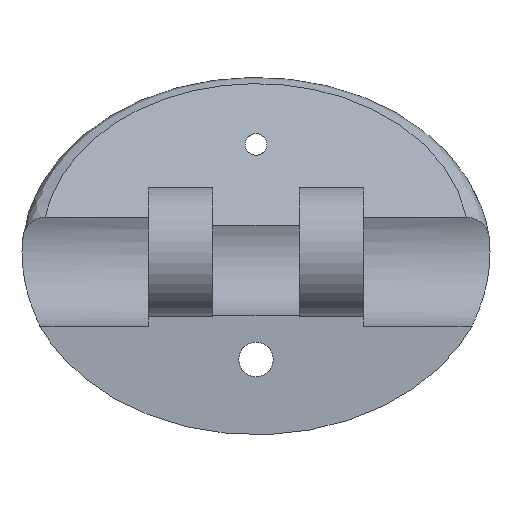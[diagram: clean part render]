
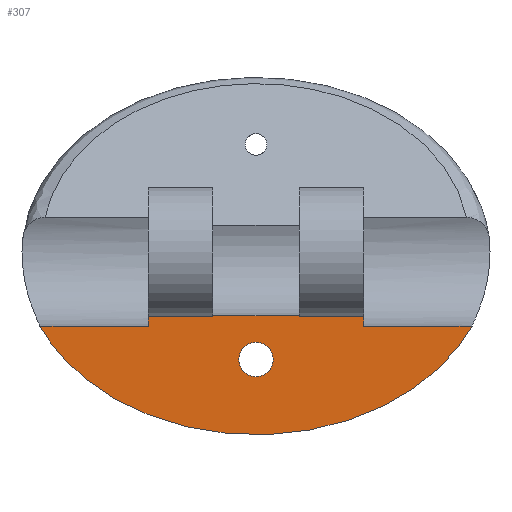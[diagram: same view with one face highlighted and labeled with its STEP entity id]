
A CAD part, front view. The second image highlights one B-rep face of the part: STEP entity #307.
In plain terms, the highlighted planar face has unit normal (0, -1, 0).
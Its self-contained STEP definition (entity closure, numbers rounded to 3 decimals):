
#11 = ORIENTED_EDGE ( 'NONE', *, *, #572, .T. ) ;
#16 = VERTEX_POINT ( 'NONE', #693 ) ;
#25 = ORIENTED_EDGE ( 'NONE', *, *, #1335, .F. ) ;
#64 = DIRECTION ( 'NONE',  ( 1., 0., 0. ) ) ;
#67 = CARTESIAN_POINT ( 'NONE',  ( 5., 0., -2.958 ) ) ;
#70 = VERTEX_POINT ( 'NONE', #67 ) ;
#74 = EDGE_CURVE ( 'NONE', #657, #1192, #287, .T. ) ;
#80 = LINE ( 'NONE', #1134, #592 ) ;
#86 = AXIS2_PLACEMENT_3D ( 'NONE', #1189, #999, #1013 ) ;
#111 = EDGE_CURVE ( 'NONE', #194, #341, #122, .T. ) ;
#122 = LINE ( 'NONE', #554, #1168 ) ;
#148 = CARTESIAN_POINT ( 'NONE',  ( 0., 0., -4.2 ) ) ;
#194 = VERTEX_POINT ( 'NONE', #680 ) ;
#269 = DIRECTION ( 'NONE',  ( 0., 0., -1. ) ) ;
#276 = LINE ( 'NONE', #349, #1035 ) ;
#287 = LINE ( 'NONE', #1130, #559 ) ;
#298 = ORIENTED_EDGE ( 'NONE', *, *, #111, .T. ) ;
#307 = ADVANCED_FACE ( 'NONE', ( #1118, #1369 ), #517, .F. ) ;
#311 = DIRECTION ( 'NONE',  ( 0., 1., 0. ) ) ;
#324 = ORIENTED_EDGE ( 'NONE', *, *, #74, .F. ) ;
#341 = VERTEX_POINT ( 'NONE', #924 ) ;
#349 = CARTESIAN_POINT ( 'NONE',  ( 5., 0., 0. ) ) ;
#372 = CIRCLE ( 'NONE', #864, 0.8 ) ;
#373 = LINE ( 'NONE', #890, #846 ) ;
#398 = DIRECTION ( 'NONE',  ( 0., 0., 1. ) ) ;
#402 = CARTESIAN_POINT ( 'NONE',  ( 10.046, 0., -3.464 ) ) ;
#408 = EDGE_CURVE ( 'NONE', #1192, #1363, #419, .T. ) ;
#413 = DIRECTION ( 'NONE',  ( -1., 0., 0. ) ) ;
#419 = LINE ( 'NONE', #504, #758 ) ;
#432 = ORIENTED_EDGE ( 'NONE', *, *, #618, .T. ) ;
#438 = CARTESIAN_POINT ( 'NONE',  ( 5., 0., -3.464 ) ) ;
#453 = CARTESIAN_POINT ( 'NONE',  ( 10.046, 0., -3.464 ) ) ;
#456 = VERTEX_POINT ( 'NONE', #438 ) ;
#504 = CARTESIAN_POINT ( 'NONE',  ( -5., 0., 0. ) ) ;
#517 = PLANE ( 'NONE',  #781 ) ;
#553 = VECTOR ( 'NONE', #413, 1000. ) ;
#554 = CARTESIAN_POINT ( 'NONE',  ( -2., 0., -2.958 ) ) ;
#559 = VECTOR ( 'NONE', #821, 1000. ) ;
#570 = EDGE_CURVE ( 'NONE', #194, #70, #373, .T. ) ;
#572 = EDGE_CURVE ( 'NONE', #1170, #16, #973, .T. ) ;
#592 = VECTOR ( 'NONE', #64, 1000. ) ;
#611 = DIRECTION ( 'NONE',  ( 0., 1., 0. ) ) ;
#618 = EDGE_CURVE ( 'NONE', #16, #1170, #372, .T. ) ;
#657 = VERTEX_POINT ( 'NONE', #1213 ) ;
#667 = LINE ( 'NONE', #1052, #553 ) ;
#680 = CARTESIAN_POINT ( 'NONE',  ( 2., 0., -2.958 ) ) ;
#693 = CARTESIAN_POINT ( 'NONE',  ( 0., 0., -5.8 ) ) ;
#706 = CARTESIAN_POINT ( 'NONE',  ( -5., 0., -2.958 ) ) ;
#720 = CARTESIAN_POINT ( 'NONE',  ( -10.046, 0., -3.464 ) ) ;
#758 = VECTOR ( 'NONE', #1269, 1000. ) ;
#781 = AXIS2_PLACEMENT_3D ( 'NONE', #1139, #311, #939 ) ;
#808 = EDGE_LOOP ( 'NONE', ( #432, #11 ) ) ;
#821 = DIRECTION ( 'NONE',  ( 1., 0., 0. ) ) ;
#832 = CARTESIAN_POINT ( 'NONE',  ( -5.535, 0., -11.275 ) ) ;
#834 = EDGE_CURVE ( 'NONE', #341, #1363, #667, .T. ) ;
#846 = VECTOR ( 'NONE', #987, 1000. ) ;
#864 = AXIS2_PLACEMENT_3D ( 'NONE', #1352, #611, #398 ) ;
#890 = CARTESIAN_POINT ( 'NONE',  ( 5., 0., -2.958 ) ) ;
#924 = CARTESIAN_POINT ( 'NONE',  ( -2., 0., -2.958 ) ) ;
#925 = ORIENTED_EDGE ( 'NONE', *, *, #834, .T. ) ;
#939 = DIRECTION ( 'NONE',  ( 0., 0., 1. ) ) ;
#973 = CIRCLE ( 'NONE', #86, 0.8 ) ;
#974 = DIRECTION ( 'NONE',  ( -1., 0., 0. ) ) ;
#987 = DIRECTION ( 'NONE',  ( 1., 0., 0. ) ) ;
#995 = VERTEX_POINT ( 'NONE', #453 ) ;
#999 = DIRECTION ( 'NONE',  ( 0., 1., 0. ) ) ;
#1013 = DIRECTION ( 'NONE',  ( 0., 0., 1. ) ) ;
#1018 = EDGE_CURVE ( 'NONE', #70, #456, #276, .T. ) ;
#1035 = VECTOR ( 'NONE', #269, 1000. ) ;
#1052 = CARTESIAN_POINT ( 'NONE',  ( -5., 0., -2.958 ) ) ;
#1065 = ORIENTED_EDGE ( 'NONE', *, *, #408, .F. ) ;
#1087 = EDGE_LOOP ( 'NONE', ( #324, #25, #1176, #1156, #1349, #298, #925, #1065 ) ) ;
#1118 = FACE_BOUND ( 'NONE', #808, .T. ) ;
#1130 = CARTESIAN_POINT ( 'NONE',  ( -15., 0., -3.464 ) ) ;
#1134 = CARTESIAN_POINT ( 'NONE',  ( 15., 0., -3.464 ) ) ;
#1139 = CARTESIAN_POINT ( 'NONE',  ( 0., 0., 0. ) ) ;
#1150 =( BOUNDED_CURVE ( )  B_SPLINE_CURVE ( 3, ( #402, #1226, #832, #720 ),
 .UNSPECIFIED., .F., .F. ) 
 B_SPLINE_CURVE_WITH_KNOTS ( ( 4, 4 ),
 ( 0.42, 2.722 ),
 .UNSPECIFIED. ) 
 CURVE ( )  GEOMETRIC_REPRESENTATION_ITEM ( )  RATIONAL_B_SPLINE_CURVE ( ( 1., 0.605, 0.605, 1. ) ) 
 REPRESENTATION_ITEM ( '' )  );
#1156 = ORIENTED_EDGE ( 'NONE', *, *, #1018, .F. ) ;
#1168 = VECTOR ( 'NONE', #974, 1000. ) ;
#1170 = VERTEX_POINT ( 'NONE', #148 ) ;
#1176 = ORIENTED_EDGE ( 'NONE', *, *, #1289, .F. ) ;
#1189 = CARTESIAN_POINT ( 'NONE',  ( 0., 0., -5. ) ) ;
#1192 = VERTEX_POINT ( 'NONE', #1334 ) ;
#1213 = CARTESIAN_POINT ( 'NONE',  ( -10.046, 0., -3.464 ) ) ;
#1226 = CARTESIAN_POINT ( 'NONE',  ( 5.535, 0., -11.275 ) ) ;
#1269 = DIRECTION ( 'NONE',  ( 0., 0., 1. ) ) ;
#1289 = EDGE_CURVE ( 'NONE', #456, #995, #80, .T. ) ;
#1334 = CARTESIAN_POINT ( 'NONE',  ( -5., 0., -3.464 ) ) ;
#1335 = EDGE_CURVE ( 'NONE', #995, #657, #1150, .T. ) ;
#1349 = ORIENTED_EDGE ( 'NONE', *, *, #570, .F. ) ;
#1352 = CARTESIAN_POINT ( 'NONE',  ( 0., 0., -5. ) ) ;
#1363 = VERTEX_POINT ( 'NONE', #706 ) ;
#1369 = FACE_OUTER_BOUND ( 'NONE', #1087, .T. ) ;
